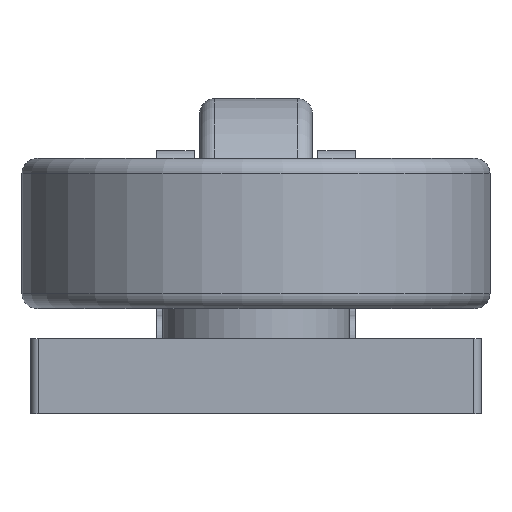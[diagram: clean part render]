
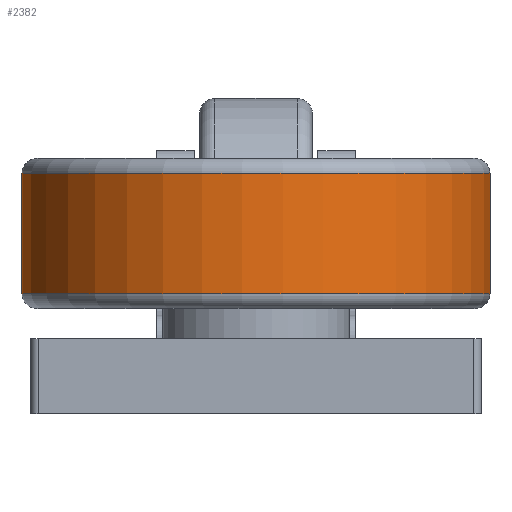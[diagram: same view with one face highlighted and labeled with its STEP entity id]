
A CAD part, left-side view. The second image highlights one B-rep face of the part: STEP entity #2382.
In plain terms, the highlighted cylindrical face has radius 31.25 mm (diameter 62.5 mm), a full revolution.
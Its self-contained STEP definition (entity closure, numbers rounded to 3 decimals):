
#221=FACE_OUTER_BOUND('',#376,.T.);
#376=EDGE_LOOP('',(#2103,#2104,#2105,#2106,#2107,#2108,#2109,#2110));
#559=LINE('',#4154,#724);
#724=VECTOR('',#3399,31.25);
#881=CIRCLE('',#2670,31.25);
#882=CIRCLE('',#2671,31.25);
#886=CIRCLE('',#2675,31.25);
#887=CIRCLE('',#2677,31.25);
#888=CIRCLE('',#2678,31.25);
#889=CIRCLE('',#2679,31.25);
#1136=VERTEX_POINT('',#4137);
#1137=VERTEX_POINT('',#4138);
#1138=VERTEX_POINT('',#4140);
#1141=VERTEX_POINT('',#4149);
#1142=VERTEX_POINT('',#4150);
#1143=VERTEX_POINT('',#4152);
#1470=EDGE_CURVE('',#1136,#1137,#881,.T.);
#1471=EDGE_CURVE('',#1137,#1138,#882,.T.);
#1475=EDGE_CURVE('',#1138,#1136,#886,.T.);
#1476=EDGE_CURVE('',#1141,#1142,#887,.T.);
#1477=EDGE_CURVE('',#1143,#1141,#888,.T.);
#1478=EDGE_CURVE('',#1143,#1137,#559,.T.);
#1479=EDGE_CURVE('',#1142,#1143,#889,.T.);
#2103=ORIENTED_EDGE('',*,*,#1476,.F.);
#2104=ORIENTED_EDGE('',*,*,#1477,.F.);
#2105=ORIENTED_EDGE('',*,*,#1478,.T.);
#2106=ORIENTED_EDGE('',*,*,#1470,.F.);
#2107=ORIENTED_EDGE('',*,*,#1475,.F.);
#2108=ORIENTED_EDGE('',*,*,#1471,.F.);
#2109=ORIENTED_EDGE('',*,*,#1478,.F.);
#2110=ORIENTED_EDGE('',*,*,#1479,.F.);
#2275=CYLINDRICAL_SURFACE('',#2676,31.25);
#2382=ADVANCED_FACE('',(#221),#2275,.T.);
#2670=AXIS2_PLACEMENT_3D('',#4139,#3381,#3382);
#2671=AXIS2_PLACEMENT_3D('',#4141,#3383,#3384);
#2675=AXIS2_PLACEMENT_3D('',#4147,#3391,#3392);
#2676=AXIS2_PLACEMENT_3D('',#4148,#3393,#3394);
#2677=AXIS2_PLACEMENT_3D('',#4151,#3395,#3396);
#2678=AXIS2_PLACEMENT_3D('',#4153,#3397,#3398);
#2679=AXIS2_PLACEMENT_3D('',#4155,#3400,#3401);
#3381=DIRECTION('center_axis',(0.,0.,
-1.));
#3382=DIRECTION('ref_axis',(0.059,0.998,0.));
#3383=DIRECTION('center_axis',(0.,0.,
-1.));
#3384=DIRECTION('ref_axis',(0.059,0.998,0.));
#3391=DIRECTION('center_axis',(0.,0.,
-1.));
#3392=DIRECTION('ref_axis',(0.059,0.998,0.));
#3393=DIRECTION('center_axis',(0.,0.,
1.));
#3394=DIRECTION('ref_axis',(-0.059,-0.998,0.));
#3395=DIRECTION('center_axis',(0.,0.,
1.));
#3396=DIRECTION('ref_axis',(0.059,0.998,0.));
#3397=DIRECTION('center_axis',(0.,0.,
1.));
#3398=DIRECTION('ref_axis',(0.059,0.998,0.));
#3399=DIRECTION('',(0.,0.,-1.));
#3400=DIRECTION('center_axis',(0.,0.,
1.));
#3401=DIRECTION('ref_axis',(0.059,0.998,0.));
#4137=CARTESIAN_POINT('',(-29.283,-27.003,-1.5));
#4138=CARTESIAN_POINT('',(-25.607,35.389,-1.5));
#4139=CARTESIAN_POINT('Origin',(-27.445,4.193,-1.5));
#4140=CARTESIAN_POINT('',(3.751,2.355,-1.5));
#4141=CARTESIAN_POINT('Origin',(-27.445,4.193,-1.5));
#4147=CARTESIAN_POINT('Origin',(-27.445,4.193,-1.5));
#4148=CARTESIAN_POINT('Origin',(-27.445,4.193,6.5));
#4149=CARTESIAN_POINT('',(-29.283,-27.003,14.5));
#4150=CARTESIAN_POINT('',(3.751,2.355,14.5));
#4151=CARTESIAN_POINT('Origin',(-27.445,4.193,14.5));
#4152=CARTESIAN_POINT('',(-25.607,35.389,14.5));
#4153=CARTESIAN_POINT('Origin',(-27.445,4.193,14.5));
#4154=CARTESIAN_POINT('',(-25.607,35.389,6.5));
#4155=CARTESIAN_POINT('Origin',(-27.445,4.193,14.5));
